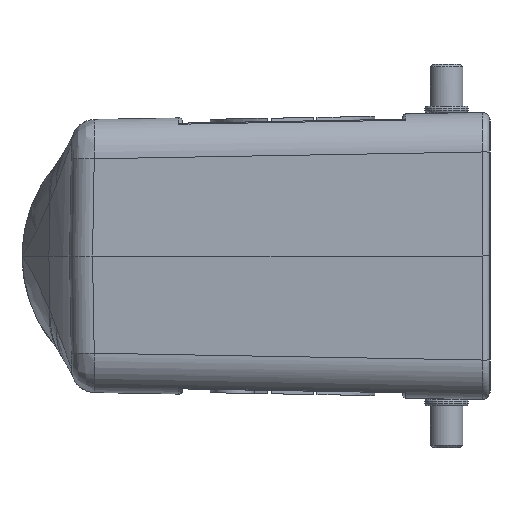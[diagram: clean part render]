
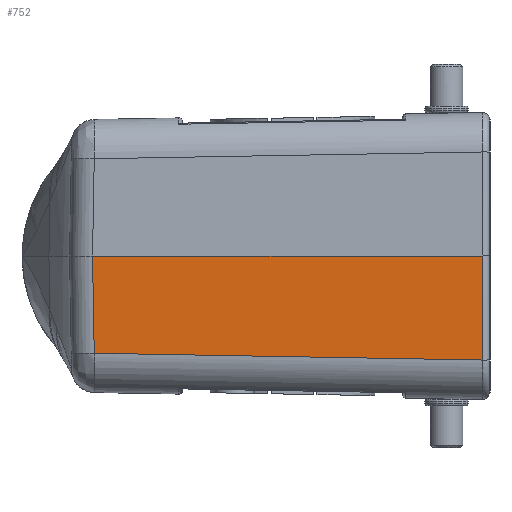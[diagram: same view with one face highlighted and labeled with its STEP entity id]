
A CAD part, left-side view. The second image highlights one B-rep face of the part: STEP entity #752.
In plain terms, the highlighted planar face has unit normal (-1, 0.018, -0.017).
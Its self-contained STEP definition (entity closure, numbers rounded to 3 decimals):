
#410=PLANE('',#8826);
#752=ADVANCED_FACE('',(#1397),#410,.F.);
#1397=FACE_OUTER_BOUND('',#1858,.T.);
#1858=EDGE_LOOP('',(#2995,#2996,#2997,#2998));
#2995=ORIENTED_EDGE('',*,*,#6220,.T.);
#2996=ORIENTED_EDGE('',*,*,#6219,.F.);
#2997=ORIENTED_EDGE('',*,*,#6221,.F.);
#2998=ORIENTED_EDGE('',*,*,#6222,.T.);
#5422=VERTEX_POINT('',#12202);
#5423=VERTEX_POINT('',#12204);
#5424=VERTEX_POINT('',#12208);
#5425=VERTEX_POINT('',#12210);
#6219=EDGE_CURVE('',#5423,#5422,#7399,.T.);
#6220=EDGE_CURVE('',#5424,#5422,#7400,.T.);
#6221=EDGE_CURVE('',#5425,#5423,#7401,.T.);
#6222=EDGE_CURVE('',#5425,#5424,#7402,.T.);
#7399=LINE('',#12205,#8107);
#7400=LINE('',#12207,#8108);
#7401=LINE('',#12209,#8109);
#7402=LINE('',#12211,#8110);
#8107=VECTOR('',#9681,1.);
#8108=VECTOR('',#9684,1.);
#8109=VECTOR('',#9685,1.);
#8110=VECTOR('',#9686,1.);
#8826=AXIS2_PLACEMENT_3D('',#12212,#9687,#9688);
#9681=DIRECTION('',(-0.017,0.017,1.));
#9684=DIRECTION('',(0.017,1.,0.));
#9685=DIRECTION('',(0.017,1.,0.017));
#9686=DIRECTION('',(-0.017,0.,1.));
#9687=DIRECTION('',(1.,-0.017,0.017));
#9688=DIRECTION('',(-0.017,0.,1.));
#12202=CARTESIAN_POINT('',(-45.712,129.461,0.));
#12204=CARTESIAN_POINT('',(-45.462,129.207,-14.572));
#12205=CARTESIAN_POINT('',(-45.57,129.317,-8.284));
#12207=CARTESIAN_POINT('',(-46.732,71.017,0.));
#12208=CARTESIAN_POINT('',(-46.732,71.017,0.));
#12209=CARTESIAN_POINT('',(-45.442,130.372,-14.552));
#12210=CARTESIAN_POINT('',(-46.46,71.017,-15.588));
#12211=CARTESIAN_POINT('',(-46.738,71.017,0.312));
#12212=CARTESIAN_POINT('',(-46.086,100.24,-7.785));
